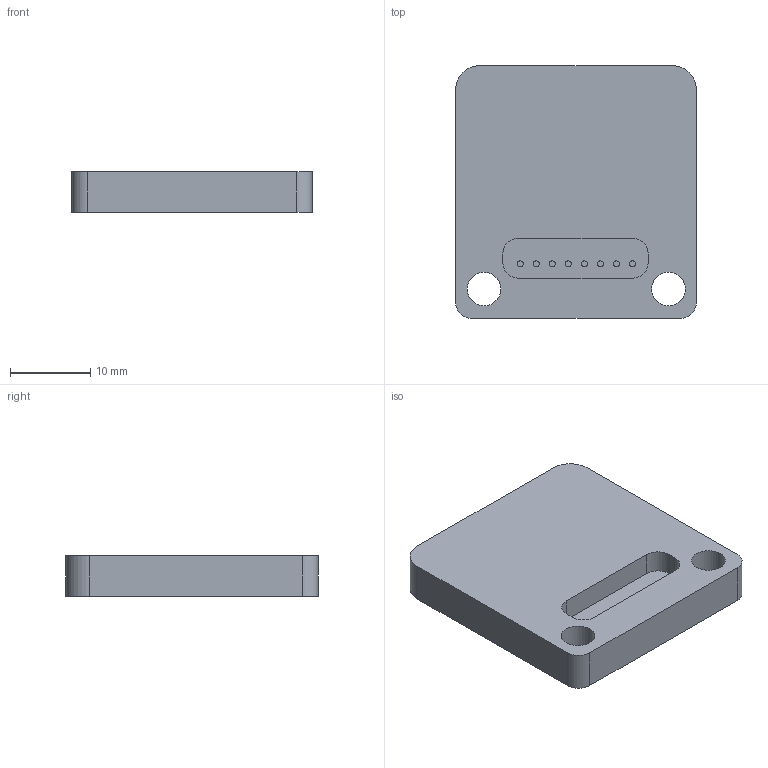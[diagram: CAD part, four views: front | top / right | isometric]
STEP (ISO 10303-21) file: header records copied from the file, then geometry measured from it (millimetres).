
FILE_DESCRIPTION(/* description */ (''),/* implementation_level */ '2;1');
FILE_NAME(/* name */ 'Component44.step',/* time_stamp */ '2024-04-27T11:22:11+02:00',/* author */ (''),/* organization */ (''),/* preprocessor_version */ 'ST-DEVELOPER v20',/* originating_system */ 'Autodesk Translation Framework v12.20.1.177',/* authorisation */ '');
FILE_SCHEMA (('AUTOMOTIVE_DESIGN { 1 0 10303 214 3 1 1 }'));
Length unit declared in the file: millimetre
Products named in the file (1): FusionComponent
Bounding box: 30 x 31.5 x 5 mm (x, y, z)
Volume: 4305.6 mm3; surface area: 2673.1 mm2
Topology: 1 solids, 1 shells, 29 faces, 70 edges, 52 vertices
Faces by surface type: plane 19, cylinder 10
Full cylindrical faces by diameter (mm): 4.2 x2
Entity records: 929 total; most frequent: DIRECTION 166, CARTESIAN_POINT 152, ORIENTED_EDGE 140, EDGE_CURVE 70, AXIS2_PLACEMENT_3D 66, VERTEX_POINT 52, EDGE_LOOP 42, CIRCLE 36
